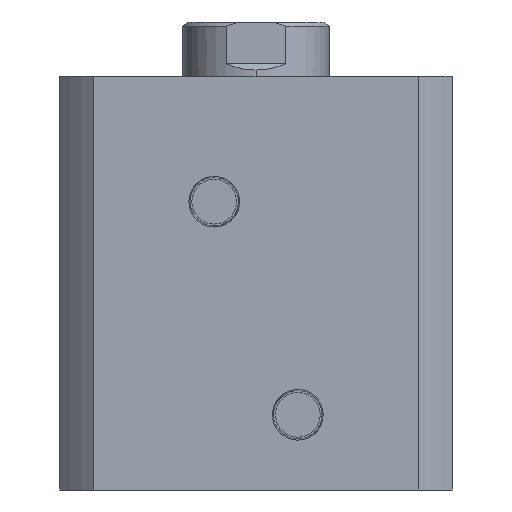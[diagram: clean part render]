
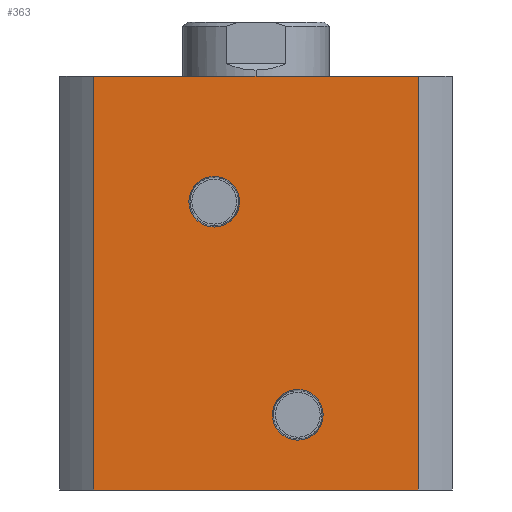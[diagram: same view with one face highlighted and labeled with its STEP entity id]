
A CAD part, left-side view. The second image highlights one B-rep face of the part: STEP entity #363.
In plain terms, the highlighted planar face has unit normal (-1, 0, 0).
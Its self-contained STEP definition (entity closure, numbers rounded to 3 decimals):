
#58 = VERTEX_POINT ( 'NONE', #1774 ) ;
#63 = VERTEX_POINT ( 'NONE', #1784 ) ;
#113 = VERTEX_POINT ( 'NONE', #1834 ) ;
#115 = VERTEX_POINT ( 'NONE', #1836 ) ;
#179 = EDGE_LOOP ( 'NONE', ( #2740, #2607 ) ) ;
#182 = EDGE_LOOP ( 'NONE', ( #2611, #1596 ) ) ;
#203 = EDGE_LOOP ( 'NONE', ( #2515, #1651, #2681, #1705 ) ) ;
#363 = ADVANCED_FACE ( 'NONE', ( #3162, #3167, #3159 ), #1084, .F. ) ;
#394 = EDGE_CURVE ( 'NONE', #58, #63, #3221, .T. ) ;
#395 = EDGE_CURVE ( 'NONE', #63, #2399, #3227, .T. ) ;
#396 = EDGE_CURVE ( 'NONE', #3072, #2399, #3229, .T. ) ;
#397 = EDGE_CURVE ( 'NONE', #115, #113, #3226, .T. ) ;
#398 = EDGE_CURVE ( 'NONE', #3076, #2407, #3231, .T. ) ;
#400 = EDGE_CURVE ( 'NONE', #58, #3072, #3235, .T. ) ;
#551 = AXIS2_PLACEMENT_3D ( 'NONE', #1082, #1079, #1086 ) ;
#570 = AXIS2_PLACEMENT_3D ( 'NONE', #1175, #1176, #1177 ) ;
#571 = AXIS2_PLACEMENT_3D ( 'NONE', #1179, #1180, #1181 ) ;
#633 = AXIS2_PLACEMENT_3D ( 'NONE', #930, #931, #932 ) ;
#637 = AXIS2_PLACEMENT_3D ( 'NONE', #950, #951, #952 ) ;
#893 = CARTESIAN_POINT ( 'NONE',  ( -47., 38.884, 0. ) ) ;
#897 = CARTESIAN_POINT ( 'NONE',  ( -47., 10., 75.06 ) ) ;
#930 = CARTESIAN_POINT ( 'NONE',  ( -47., 10., 69. ) ) ;
#931 = DIRECTION ( 'NONE',  ( -1., 0., 0. ) ) ;
#932 = DIRECTION ( 'NONE',  ( 0., 0., 1. ) ) ;
#950 = CARTESIAN_POINT ( 'NONE',  ( -47., -10., 18. ) ) ;
#951 = DIRECTION ( 'NONE',  ( -1., 0., 0. ) ) ;
#952 = DIRECTION ( 'NONE',  ( 0., 0., 1. ) ) ;
#1079 = DIRECTION ( 'NONE',  ( 1., 0., 0. ) ) ;
#1082 = CARTESIAN_POINT ( 'NONE',  ( -47., 0., 99. ) ) ;
#1084 = PLANE ( 'NONE',  #551 ) ;
#1086 = DIRECTION ( 'NONE',  ( 0., 1., 0. ) ) ;
#1162 = DIRECTION ( 'NONE',  ( 0., -1., 0. ) ) ;
#1166 = CARTESIAN_POINT ( 'NONE',  ( -47., 0., 99. ) ) ;
#1170 = CARTESIAN_POINT ( 'NONE',  ( -47., -38.884, 99. ) ) ;
#1171 = DIRECTION ( 'NONE',  ( 0., 0., -1. ) ) ;
#1172 = CARTESIAN_POINT ( 'NONE',  ( -47., 0., 0. ) ) ;
#1173 = CARTESIAN_POINT ( 'NONE',  ( -47., 38.884, 99. ) ) ;
#1174 = DIRECTION ( 'NONE',  ( 0., -1., 0. ) ) ;
#1175 = CARTESIAN_POINT ( 'NONE',  ( -47., -10., 18. ) ) ;
#1176 = DIRECTION ( 'NONE',  ( -1., 0., 0. ) ) ;
#1177 = DIRECTION ( 'NONE',  ( 0., 0., 1. ) ) ;
#1178 = DIRECTION ( 'NONE',  ( 0., 0., -1. ) ) ;
#1179 = CARTESIAN_POINT ( 'NONE',  ( -47., 10., 69. ) ) ;
#1180 = DIRECTION ( 'NONE',  ( -1., 0., 0. ) ) ;
#1181 = DIRECTION ( 'NONE',  ( 0., 0., 1. ) ) ;
#1351 = CARTESIAN_POINT ( 'NONE',  ( -47., -38.884, 0. ) ) ;
#1359 = CARTESIAN_POINT ( 'NONE',  ( -47., 10., 62.94 ) ) ;
#1596 = ORIENTED_EDGE ( 'NONE', *, *, #3102, .F. ) ;
#1651 = ORIENTED_EDGE ( 'NONE', *, *, #395, .F. ) ;
#1705 = ORIENTED_EDGE ( 'NONE', *, *, #400, .T. ) ;
#1774 = CARTESIAN_POINT ( 'NONE',  ( -47., 38.884, 99. ) ) ;
#1784 = CARTESIAN_POINT ( 'NONE',  ( -47., -38.884, 99. ) ) ;
#1834 = CARTESIAN_POINT ( 'NONE',  ( -47., -10., 11.94 ) ) ;
#1836 = CARTESIAN_POINT ( 'NONE',  ( -47., -10., 24.06 ) ) ;
#2399 = VERTEX_POINT ( 'NONE', #1351 ) ;
#2407 = VERTEX_POINT ( 'NONE', #1359 ) ;
#2515 = ORIENTED_EDGE ( 'NONE', *, *, #396, .T. ) ;
#2607 = ORIENTED_EDGE ( 'NONE', *, *, #3094, .F. ) ;
#2611 = ORIENTED_EDGE ( 'NONE', *, *, #397, .F. ) ;
#2681 = ORIENTED_EDGE ( 'NONE', *, *, #394, .F. ) ;
#2740 = ORIENTED_EDGE ( 'NONE', *, *, #398, .F. ) ;
#3072 = VERTEX_POINT ( 'NONE', #893 ) ;
#3076 = VERTEX_POINT ( 'NONE', #897 ) ;
#3094 = EDGE_CURVE ( 'NONE', #2407, #3076, #3513, .T. ) ;
#3102 = EDGE_CURVE ( 'NONE', #113, #115, #3537, .T. ) ;
#3159 = FACE_OUTER_BOUND ( 'NONE', #203, .T. ) ;
#3162 = FACE_BOUND ( 'NONE', #179, .T. ) ;
#3167 = FACE_BOUND ( 'NONE', #182, .T. ) ;
#3221 = LINE ( 'NONE', #1166, #3228 ) ;
#3226 = CIRCLE ( 'NONE', #570, 6.06 ) ;
#3227 = LINE ( 'NONE', #1170, #3230 ) ;
#3228 = VECTOR ( 'NONE', #1162, 1000. ) ;
#3229 = LINE ( 'NONE', #1172, #3232 ) ;
#3230 = VECTOR ( 'NONE', #1171, 1000. ) ;
#3231 = CIRCLE ( 'NONE', #571, 6.06 ) ;
#3232 = VECTOR ( 'NONE', #1174, 1000. ) ;
#3235 = LINE ( 'NONE', #1173, #3237 ) ;
#3237 = VECTOR ( 'NONE', #1178, 1000. ) ;
#3513 = CIRCLE ( 'NONE', #633, 6.06 ) ;
#3537 = CIRCLE ( 'NONE', #637, 6.06 ) ;
